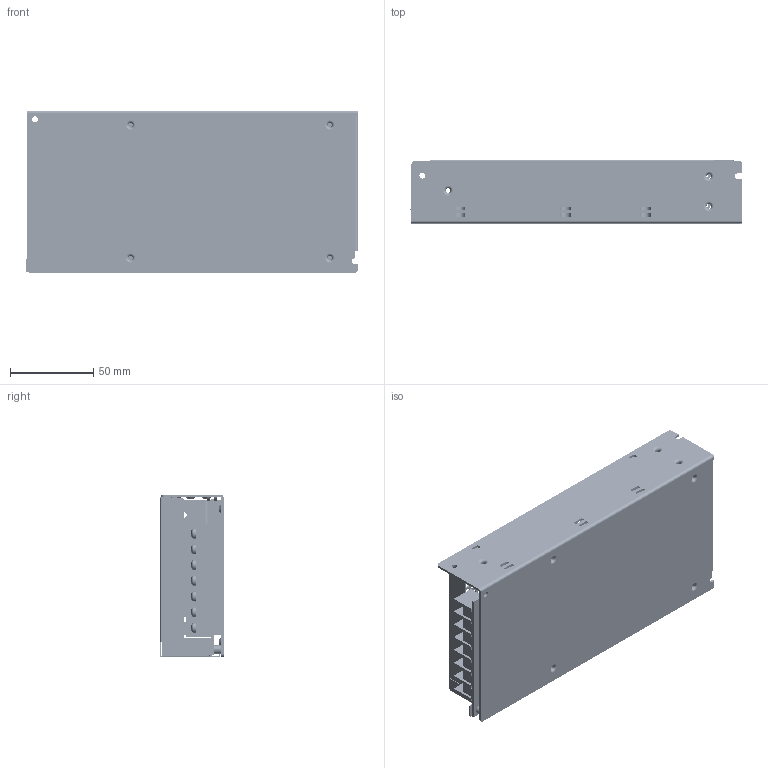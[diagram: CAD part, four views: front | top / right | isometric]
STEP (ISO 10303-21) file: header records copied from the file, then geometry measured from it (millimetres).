
FILE_DESCRIPTION(('Creo Elements/Direct Modeling STEP Export'),'2;1');
FILE_NAME('SD-100.stp','2018-08-27T11:56:23',(''),(''),'PTC Creo Elements/Direct Modeling STEP processor for AP214 (Solid Model)','PTC Creo Elements/Direct Modeling 19.0 09-May-2014 (C) Parametric Technology GmbH','');
FILE_SCHEMA(('AUTOMOTIVE_DESIGN { 1 0 10303 214 1 1 1 1 }'));
Length unit declared in the file: millimetre
Products named in the file (7): RS-150-CASE-D_8.PRT; CUUU_2.PRT; RS-150-PCB_6.PRT; RS-150-CASE-T_10.PRT; TN1_2.PRT; RS-150_ASM_8.ASM; SD-100
Assembly tree (7 placements, depth 3):
  SD-100
    RS-150_ASM_8.ASM
      TN1_2.PRT  x2
      RS-150-CASE-T_10.PRT
      RS-150-PCB_6.PRT
      CUUU_2.PRT
      RS-150-CASE-D_8.PRT
Bounding box: 199.9 x 38 x 98 mm (x, y, z)
Volume: 97640.2 mm3; surface area: 146489.3 mm2
Topology: 6 solids, 6 shells, 2237 faces, 6385 edges, 4099 vertices
Faces by surface type: cylinder 1686, plane 421, bspline 68, torus 48, cone 14
Entity records: 81470 total; most frequent: CARTESIAN_POINT 12230, ORIENTED_EDGE 12006, DIRECTION 10402, EDGE_CURVE 6003, AXIS2_PLACEMENT_3D 3957, VERTEX_POINT 3861, EDGE_LOOP 3506, VECTOR 2488
